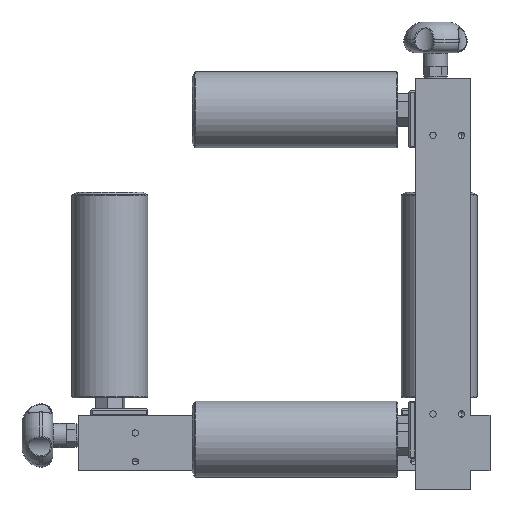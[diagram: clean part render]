
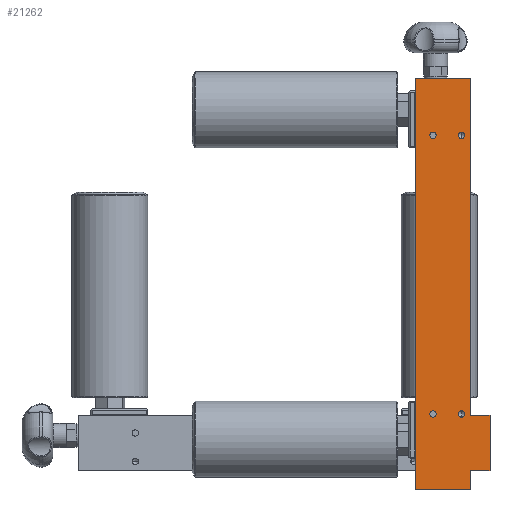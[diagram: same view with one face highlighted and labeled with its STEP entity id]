
A CAD part, left-side view. The second image highlights one B-rep face of the part: STEP entity #21262.
In plain terms, the highlighted planar face has unit normal (-1, 0, 0).
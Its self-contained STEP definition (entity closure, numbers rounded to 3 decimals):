
#295 = CARTESIAN_POINT ( 'NONE',  ( -25., 0., -170. ) ) ;
#680 = CARTESIAN_POINT ( 'NONE',  ( -25., 7.5, 107.5 ) ) ;
#1099 = AXIS2_PLACEMENT_3D ( 'NONE', #6493, #29048, #22498 ) ;
#1133 = AXIS2_PLACEMENT_3D ( 'NONE', #20682, #24256, #4668 ) ;
#1581 = ORIENTED_EDGE ( 'NONE', *, *, #2788, .T. ) ;
#2412 = DIRECTION ( 'NONE',  ( -1., 0., 0. ) ) ;
#2576 = CARTESIAN_POINT ( 'NONE',  ( -25., 30., -107.5 ) ) ;
#2788 = EDGE_CURVE ( 'NONE', #40454, #23654, #5294, .T. ) ;
#3225 = EDGE_LOOP ( 'NONE', ( #15114, #35656 ) ) ;
#3421 = EDGE_CURVE ( 'NONE', #26129, #16970, #22339, .T. ) ;
#3727 = DIRECTION ( 'NONE',  ( 0., 0., -1. ) ) ;
#4631 = EDGE_CURVE ( 'NONE', #4706, #24195, #25382, .T. ) ;
#4668 = DIRECTION ( 'NONE',  ( 0., 0., 1. ) ) ;
#4706 = VERTEX_POINT ( 'NONE', #6008 ) ;
#4763 = DIRECTION ( 'NONE',  ( 0., 0., 1. ) ) ;
#5002 = AXIS2_PLACEMENT_3D ( 'NONE', #8500, #30870, #18178 ) ;
#5259 = CARTESIAN_POINT ( 'NONE',  ( -25., 0., 155. ) ) ;
#5294 = LINE ( 'NONE', #41128, #8806 ) ;
#5416 = CARTESIAN_POINT ( 'NONE',  ( -25., 1., -111. ) ) ;
#5510 = LINE ( 'NONE', #37355, #13896 ) ;
#5555 = DIRECTION ( 'NONE',  ( 0., 0., 1. ) ) ;
#5774 = CIRCLE ( 'NONE', #30715, 2.5 ) ;
#5777 = VERTEX_POINT ( 'NONE', #680 ) ;
#6008 = CARTESIAN_POINT ( 'NONE',  ( -25., 7.5, -107.5 ) ) ;
#6040 = FACE_BOUND ( 'NONE', #13882, .T. ) ;
#6339 = EDGE_LOOP ( 'NONE', ( #20688, #39933 ) ) ;
#6493 = CARTESIAN_POINT ( 'NONE',  ( -25., 30., -110. ) ) ;
#7220 = EDGE_CURVE ( 'NONE', #40454, #23715, #5510, .T. ) ;
#8162 = DIRECTION ( 'NONE',  ( -1., 0., 0. ) ) ;
#8294 = VECTOR ( 'NONE', #15627, 1000. ) ;
#8374 = DIRECTION ( 'NONE',  ( 0., 0., 1. ) ) ;
#8500 = CARTESIAN_POINT ( 'NONE',  ( -25., 30., -110. ) ) ;
#8564 = CARTESIAN_POINT ( 'NONE',  ( -25., 30., 110. ) ) ;
#8736 = CARTESIAN_POINT ( 'NONE',  ( -25., 7.5, -110. ) ) ;
#8748 = EDGE_CURVE ( 'NONE', #17254, #5777, #20557, .T. ) ;
#8806 = VECTOR ( 'NONE', #15589, 1000. ) ;
#8999 = CIRCLE ( 'NONE', #5002, 2.5 ) ;
#9413 = EDGE_CURVE ( 'NONE', #39152, #13650, #5774, .T. ) ;
#10328 = ORIENTED_EDGE ( 'NONE', *, *, #18831, .F. ) ;
#10799 = ORIENTED_EDGE ( 'NONE', *, *, #40725, .F. ) ;
#10976 = VERTEX_POINT ( 'NONE', #38325 ) ;
#11076 = CARTESIAN_POINT ( 'NONE',  ( -25., 0., -155. ) ) ;
#11096 = ORIENTED_EDGE ( 'NONE', *, *, #20809, .F. ) ;
#11159 = DIRECTION ( 'NONE',  ( 0., 0., 1. ) ) ;
#12042 = EDGE_CURVE ( 'NONE', #13650, #39152, #41510, .T. ) ;
#12141 = EDGE_CURVE ( 'NONE', #28727, #38959, #19240, .T. ) ;
#12149 = VECTOR ( 'NONE', #21684, 1000. ) ;
#12150 = FACE_BOUND ( 'NONE', #6339, .T. ) ;
#12790 = EDGE_CURVE ( 'NONE', #5777, #17254, #25354, .T. ) ;
#13130 = VERTEX_POINT ( 'NONE', #22067 ) ;
#13201 = LINE ( 'NONE', #26480, #24177 ) ;
#13650 = VERTEX_POINT ( 'NONE', #15384 ) ;
#13882 = EDGE_LOOP ( 'NONE', ( #36659, #32549 ) ) ;
#13896 = VECTOR ( 'NONE', #21520, 1000. ) ;
#15114 = ORIENTED_EDGE ( 'NONE', *, *, #8748, .F. ) ;
#15190 = EDGE_CURVE ( 'NONE', #24195, #4706, #21156, .T. ) ;
#15201 = CARTESIAN_POINT ( 'NONE',  ( -25., 30., -112.5 ) ) ;
#15305 = DIRECTION ( 'NONE',  ( 0., 0., 1. ) ) ;
#15384 = CARTESIAN_POINT ( 'NONE',  ( -25., 30., 107.5 ) ) ;
#15589 = DIRECTION ( 'NONE',  ( 0., 0., 1. ) ) ;
#15627 = DIRECTION ( 'NONE',  ( 0., -1., 0. ) ) ;
#15723 = DIRECTION ( 'NONE',  ( -1., 0., 0. ) ) ;
#15918 = CARTESIAN_POINT ( 'NONE',  ( -25., 7.5, -112.5 ) ) ;
#16144 = CARTESIAN_POINT ( 'NONE',  ( -25., 7.5, 110. ) ) ;
#16304 = ORIENTED_EDGE ( 'NONE', *, *, #19619, .T. ) ;
#16970 = VERTEX_POINT ( 'NONE', #41308 ) ;
#17208 = ORIENTED_EDGE ( 'NONE', *, *, #7220, .F. ) ;
#17254 = VERTEX_POINT ( 'NONE', #39821 ) ;
#18168 = DIRECTION ( 'NONE',  ( 0., -1., 0. ) ) ;
#18178 = DIRECTION ( 'NONE',  ( 0., 0., 1. ) ) ;
#18461 = FACE_OUTER_BOUND ( 'NONE', #36336, .T. ) ;
#18808 = CARTESIAN_POINT ( 'NONE',  ( -25., 7.5, -110. ) ) ;
#18831 = EDGE_CURVE ( 'NONE', #23715, #13130, #13201, .T. ) ;
#19240 = CIRCLE ( 'NONE', #1099, 2.5 ) ;
#19418 = LINE ( 'NONE', #35044, #8294 ) ;
#19619 = EDGE_CURVE ( 'NONE', #32137, #10976, #39977, .T. ) ;
#20557 = CIRCLE ( 'NONE', #26639, 2.5 ) ;
#20682 = CARTESIAN_POINT ( 'NONE',  ( -25., 7.5, 110. ) ) ;
#20688 = ORIENTED_EDGE ( 'NONE', *, *, #12141, .F. ) ;
#20809 = EDGE_CURVE ( 'NONE', #32137, #26129, #34977, .T. ) ;
#21156 = CIRCLE ( 'NONE', #41359, 2.5 ) ;
#21262 = ADVANCED_FACE ( 'NONE', ( #18461, #6040, #37470, #12150, #31346 ), #28186, .T. ) ;
#21520 = DIRECTION ( 'NONE',  ( 0., -1., 0. ) ) ;
#21684 = DIRECTION ( 'NONE',  ( 0., 1., 0. ) ) ;
#22067 = CARTESIAN_POINT ( 'NONE',  ( -25., -15., -155. ) ) ;
#22339 = LINE ( 'NONE', #35007, #38105 ) ;
#22498 = DIRECTION ( 'NONE',  ( 0., 0., 1. ) ) ;
#23613 = VECTOR ( 'NONE', #18168, 1000. ) ;
#23654 = VERTEX_POINT ( 'NONE', #5259 ) ;
#23715 = VERTEX_POINT ( 'NONE', #31169 ) ;
#24019 = DIRECTION ( 'NONE',  ( -1., 0., 0. ) ) ;
#24109 = LINE ( 'NONE', #37387, #23613 ) ;
#24177 = VECTOR ( 'NONE', #3727, 1000. ) ;
#24195 = VERTEX_POINT ( 'NONE', #15918 ) ;
#24256 = DIRECTION ( 'NONE',  ( -1., 0., 0. ) ) ;
#24959 = AXIS2_PLACEMENT_3D ( 'NONE', #5416, #15723, #8374 ) ;
#25354 = CIRCLE ( 'NONE', #1133, 2.5 ) ;
#25382 = CIRCLE ( 'NONE', #40233, 2.5 ) ;
#25865 = DIRECTION ( 'NONE',  ( -1., 0., 0. ) ) ;
#26004 = EDGE_LOOP ( 'NONE', ( #38588, #33204 ) ) ;
#26070 = DIRECTION ( 'NONE',  ( 0., 0., 1. ) ) ;
#26129 = VERTEX_POINT ( 'NONE', #27446 ) ;
#26480 = CARTESIAN_POINT ( 'NONE',  ( -25., -15., -111. ) ) ;
#26639 = AXIS2_PLACEMENT_3D ( 'NONE', #16144, #25865, #26070 ) ;
#27446 = CARTESIAN_POINT ( 'NONE',  ( -25., 44., -170. ) ) ;
#27576 = EDGE_CURVE ( 'NONE', #38959, #28727, #8999, .T. ) ;
#27816 = CARTESIAN_POINT ( 'NONE',  ( -25., 44., -170. ) ) ;
#28186 = PLANE ( 'NONE',  #24959 ) ;
#28563 = DIRECTION ( 'NONE',  ( -1., 0., 0. ) ) ;
#28713 = AXIS2_PLACEMENT_3D ( 'NONE', #36898, #24019, #11159 ) ;
#28727 = VERTEX_POINT ( 'NONE', #2576 ) ;
#29048 = DIRECTION ( 'NONE',  ( -1., 0., 0. ) ) ;
#30715 = AXIS2_PLACEMENT_3D ( 'NONE', #8564, #8162, #15305 ) ;
#30870 = DIRECTION ( 'NONE',  ( -1., 0., 0. ) ) ;
#31169 = CARTESIAN_POINT ( 'NONE',  ( -25., -15., -111. ) ) ;
#31346 = FACE_BOUND ( 'NONE', #3225, .T. ) ;
#32058 = DIRECTION ( 'NONE',  ( 0., 0., 1. ) ) ;
#32137 = VERTEX_POINT ( 'NONE', #295 ) ;
#32549 = ORIENTED_EDGE ( 'NONE', *, *, #12042, .F. ) ;
#32683 = CARTESIAN_POINT ( 'NONE',  ( -25., 30., 112.5 ) ) ;
#33204 = ORIENTED_EDGE ( 'NONE', *, *, #15190, .F. ) ;
#34977 = LINE ( 'NONE', #27816, #12149 ) ;
#34999 = ORIENTED_EDGE ( 'NONE', *, *, #40273, .T. ) ;
#35007 = CARTESIAN_POINT ( 'NONE',  ( -25., 44., -155. ) ) ;
#35044 = CARTESIAN_POINT ( 'NONE',  ( -25., 0., 155. ) ) ;
#35656 = ORIENTED_EDGE ( 'NONE', *, *, #12790, .F. ) ;
#35964 = CARTESIAN_POINT ( 'NONE',  ( -25., 0., -111. ) ) ;
#36336 = EDGE_LOOP ( 'NONE', ( #16304, #34999, #10328, #17208, #1581, #10799, #40745, #11096 ) ) ;
#36659 = ORIENTED_EDGE ( 'NONE', *, *, #9413, .F. ) ;
#36898 = CARTESIAN_POINT ( 'NONE',  ( -25., 30., 110. ) ) ;
#37355 = CARTESIAN_POINT ( 'NONE',  ( -25., 1., -111. ) ) ;
#37387 = CARTESIAN_POINT ( 'NONE',  ( -25., 1., -155. ) ) ;
#37470 = FACE_BOUND ( 'NONE', #26004, .T. ) ;
#38105 = VECTOR ( 'NONE', #32058, 1000. ) ;
#38325 = CARTESIAN_POINT ( 'NONE',  ( -25., 0., -155. ) ) ;
#38588 = ORIENTED_EDGE ( 'NONE', *, *, #4631, .F. ) ;
#38959 = VERTEX_POINT ( 'NONE', #15201 ) ;
#39152 = VERTEX_POINT ( 'NONE', #32683 ) ;
#39821 = CARTESIAN_POINT ( 'NONE',  ( -25., 7.5, 112.5 ) ) ;
#39933 = ORIENTED_EDGE ( 'NONE', *, *, #27576, .F. ) ;
#39977 = LINE ( 'NONE', #11076, #40385 ) ;
#40233 = AXIS2_PLACEMENT_3D ( 'NONE', #8736, #28563, #41438 ) ;
#40273 = EDGE_CURVE ( 'NONE', #10976, #13130, #24109, .T. ) ;
#40385 = VECTOR ( 'NONE', #4763, 1000. ) ;
#40454 = VERTEX_POINT ( 'NONE', #35964 ) ;
#40725 = EDGE_CURVE ( 'NONE', #16970, #23654, #19418, .T. ) ;
#40745 = ORIENTED_EDGE ( 'NONE', *, *, #3421, .F. ) ;
#41128 = CARTESIAN_POINT ( 'NONE',  ( -25., 0., -155. ) ) ;
#41308 = CARTESIAN_POINT ( 'NONE',  ( -25., 44., 155. ) ) ;
#41359 = AXIS2_PLACEMENT_3D ( 'NONE', #18808, #2412, #5555 ) ;
#41438 = DIRECTION ( 'NONE',  ( 0., 0., 1. ) ) ;
#41510 = CIRCLE ( 'NONE', #28713, 2.5 ) ;
